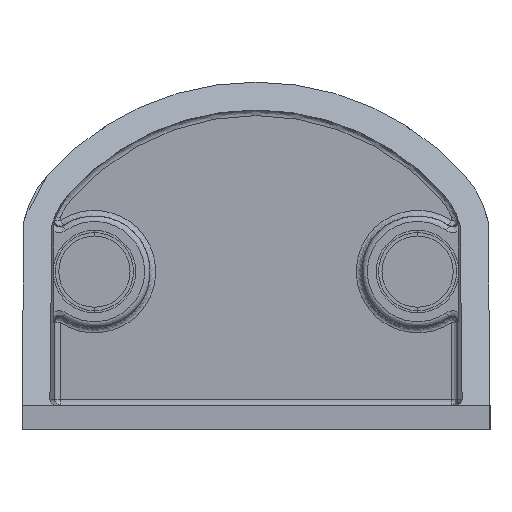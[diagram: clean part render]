
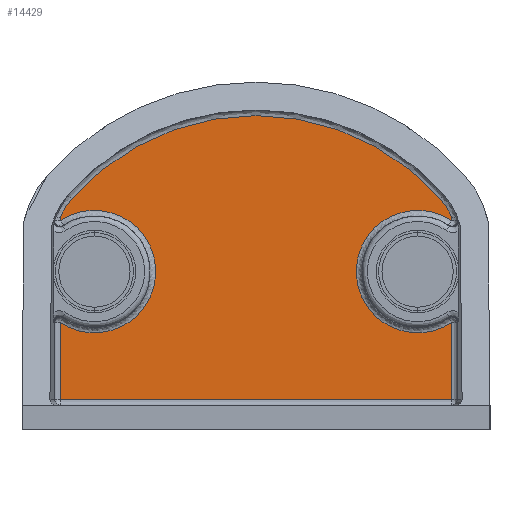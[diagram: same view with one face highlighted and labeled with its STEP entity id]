
A CAD part, left-side view. The second image highlights one B-rep face of the part: STEP entity #14429.
In plain terms, the highlighted free-form (B-spline) face has degree [1, 1] with [2, 2] control points.
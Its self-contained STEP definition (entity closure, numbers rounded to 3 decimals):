
#14337=CARTESIAN_POINT('',(18.0,3.438,28.2));
#14338=CARTESIAN_POINT('',(18.,38.562,28.2));
#14339=CARTESIAN_POINT('',(18.,3.438,2.7));
#14340=CARTESIAN_POINT('',(18.0,38.562,2.7));
#14341=B_SPLINE_SURFACE_WITH_KNOTS('',1,1,((#14337,#14339),(#14338,#14340)),.UNSPECIFIED.,.F.,.F.,.U.,(2,2),(2,2),(0.0,35.125),(0.0,25.5),.UNSPECIFIED.);
#14342=CARTESIAN_POINT('',(18.0,3.438,2.7));
#14343=VERTEX_POINT('',#14342);
#14344=CARTESIAN_POINT('',(18.0,38.562,2.7));
#14345=VERTEX_POINT('',#14344);
#14346=CARTESIAN_POINT('',(18.0,3.438,2.7));
#14347=DIRECTION('',(0.0,1.0,0.0));
#14348=VECTOR('',#14347,35.125);
#14349=LINE('',#14346,#14348);
#14350=EDGE_CURVE('',#14343,#14345,#14349,.T.);
#14351=ORIENTED_EDGE('',*,*,#14350,.F.);
#14352=CARTESIAN_POINT('',(18.0,3.438,9.631));
#14353=VERTEX_POINT('',#14352);
#14354=CARTESIAN_POINT('',(18.0,3.438,9.631));
#14355=DIRECTION('',(0.0,0.0,-1.0));
#14356=VECTOR('',#14355,6.931);
#14357=LINE('',#14354,#14356);
#14358=EDGE_CURVE('',#14353,#14343,#14357,.T.);
#14359=ORIENTED_EDGE('',*,*,#14358,.F.);
#14360=CARTESIAN_POINT('',(18.0,3.438,18.769));
#14361=VERTEX_POINT('',#14360);
#14362=CARTESIAN_POINT('',(18.0,6.5,14.2));
#14363=DIRECTION('',(-1.0,0.0,0.0));
#14364=DIRECTION('',(0.0,1.0,0.0));
#14365=AXIS2_PLACEMENT_3D('',#14362,#14363,#14364);
#14366=CIRCLE('',#14365,5.5);
#14367=EDGE_CURVE('',#14361,#14353,#14366,.T.);
#14368=ORIENTED_EDGE('',*,*,#14367,.F.);
#14369=CARTESIAN_POINT('',(18.0,3.438,19.051));
#14370=VERTEX_POINT('',#14369);
#14371=CARTESIAN_POINT('',(18.0,3.438,19.051));
#14372=DIRECTION('',(0.0,0.0,-1.0));
#14373=VECTOR('',#14372,0.282);
#14374=LINE('',#14371,#14373);
#14375=EDGE_CURVE('',#14370,#14361,#14374,.T.);
#14376=ORIENTED_EDGE('',*,*,#14375,.F.);
#14377=CARTESIAN_POINT('',(18.,4.466,20.713));
#14378=VERTEX_POINT('',#14377);
#14379=CARTESIAN_POINT('',(18.,8.9,16.821));
#14380=DIRECTION('',(1.,0.,0.));
#14381=DIRECTION('',(0.,-0.853,0.522));
#14382=AXIS2_PLACEMENT_3D('',#14379,#14380,#14381);
#14383=CIRCLE('',#14382,5.9);
#14384=EDGE_CURVE('',#14378,#14370,#14383,.T.);
#14385=ORIENTED_EDGE('',*,*,#14384,.F.);
#14386=CARTESIAN_POINT('',(18.0,37.534,20.713));
#14387=VERTEX_POINT('',#14386);
#14388=CARTESIAN_POINT('',(18.0,21.0,6.2));
#14389=DIRECTION('',(1.0,0.0,0.0));
#14390=DIRECTION('',(0.0,0.0,1.0));
#14391=AXIS2_PLACEMENT_3D('',#14388,#14389,#14390);
#14392=CIRCLE('',#14391,22.0);
#14393=EDGE_CURVE('',#14387,#14378,#14392,.T.);
#14394=ORIENTED_EDGE('',*,*,#14393,.F.);
#14395=CARTESIAN_POINT('',(18.0,38.562,19.051));
#14396=VERTEX_POINT('',#14395);
#14397=CARTESIAN_POINT('',(18.,33.1,16.821));
#14398=DIRECTION('',(1.0,0.,0.));
#14399=DIRECTION('',(0.,0.853,0.522));
#14400=AXIS2_PLACEMENT_3D('',#14397,#14398,#14399);
#14401=CIRCLE('',#14400,5.9);
#14402=EDGE_CURVE('',#14396,#14387,#14401,.T.);
#14403=ORIENTED_EDGE('',*,*,#14402,.F.);
#14404=CARTESIAN_POINT('',(18.0,38.562,18.769));
#14405=VERTEX_POINT('',#14404);
#14406=CARTESIAN_POINT('',(18.0,38.562,18.769));
#14407=DIRECTION('',(0.0,0.0,1.0));
#14408=VECTOR('',#14407,0.282);
#14409=LINE('',#14406,#14408);
#14410=EDGE_CURVE('',#14405,#14396,#14409,.T.);
#14411=ORIENTED_EDGE('',*,*,#14410,.F.);
#14412=CARTESIAN_POINT('',(18.0,38.562,9.631));
#14413=VERTEX_POINT('',#14412);
#14414=CARTESIAN_POINT('',(18.,35.5,14.2));
#14415=DIRECTION('',(-1.0,0.0,0.0));
#14416=DIRECTION('',(0.0,-1.0,0.0));
#14417=AXIS2_PLACEMENT_3D('',#14414,#14415,#14416);
#14418=CIRCLE('',#14417,5.5);
#14419=EDGE_CURVE('',#14413,#14405,#14418,.T.);
#14420=ORIENTED_EDGE('',*,*,#14419,.F.);
#14421=CARTESIAN_POINT('',(18.,38.562,2.7));
#14422=DIRECTION('',(0.0,0.0,1.0));
#14423=VECTOR('',#14422,6.931);
#14424=LINE('',#14421,#14423);
#14425=EDGE_CURVE('',#14345,#14413,#14424,.T.);
#14426=ORIENTED_EDGE('',*,*,#14425,.F.);
#14427=EDGE_LOOP('',(#14351,#14359,#14368,#14376,#14385,#14394,#14403,#14411,#14420,#14426));
#14428=FACE_OUTER_BOUND('',#14427,.T.);
#14429=ADVANCED_FACE('',(#14428),#14341,.T.);
